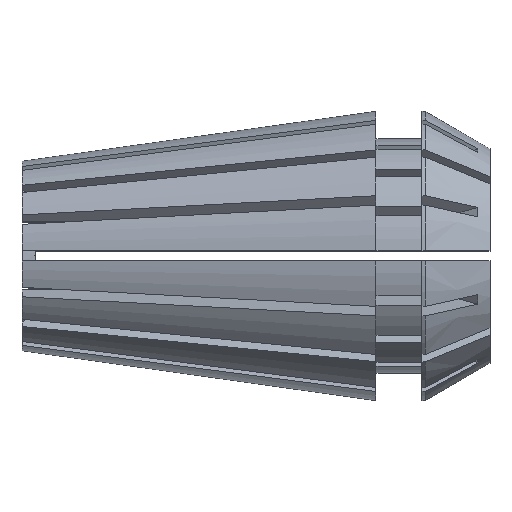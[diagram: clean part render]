
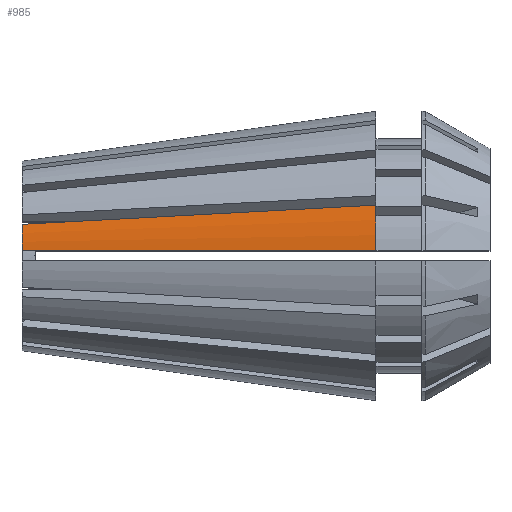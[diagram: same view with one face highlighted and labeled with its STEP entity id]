
A CAD part, top view. The second image highlights one B-rep face of the part: STEP entity #985.
In plain terms, the highlighted conical face has half-angle 8 degrees and reference radius 8.5 mm.
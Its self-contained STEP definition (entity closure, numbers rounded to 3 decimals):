
#26 = CARTESIAN_POINT ( 'NONE',  ( 0., 0., 0. ) ) ;
#34 = EDGE_LOOP ( 'NONE', ( #3062, #3793, #785, #2314 ) ) ;
#105 = DIRECTION ( 'NONE',  ( -1., 0., 0. ) ) ;
#157 = CARTESIAN_POINT ( 'NONE',  ( 20.8, 0.3, 8.495 ) ) ;
#217 = CARTESIAN_POINT ( 'NONE',  ( 0., 0.3, 5.569 ) ) ;
#226 = FACE_OUTER_BOUND ( 'NONE', #34, .T. ) ;
#484 = DIRECTION ( 'NONE',  ( -1., 0., 0. ) ) ;
#598 = CARTESIAN_POINT ( 'NONE',  ( 6.464, 2.202, 6.1 ) ) ;
#674 = VERTEX_POINT ( 'NONE', #2937 ) ;
#785 = ORIENTED_EDGE ( 'NONE', *, *, #5274, .F. ) ;
#942 = B_SPLINE_CURVE_WITH_KNOTS ( 'NONE', 3,
 ( #2775, #5329, #598, #3674, #1064, #4084, #1496 ),
 .UNSPECIFIED., .F., .F.,
 ( 4, 3, 4 ),
 ( 0., 0.01, 0.021 ),
 .UNSPECIFIED. ) ;
#985 = ADVANCED_FACE ( 'NONE', ( #226 ), #4573, .T. ) ;
#1064 = CARTESIAN_POINT ( 'NONE',  ( 13.397, 2.575, 7.001 ) ) ;
#1091 = AXIS2_PLACEMENT_3D ( 'NONE', #3096, #484, #3543 ) ;
#1496 = CARTESIAN_POINT ( 'NONE',  ( 20.8, 2.974, 7.963 ) ) ;
#1519 = CARTESIAN_POINT ( 'NONE',  ( 14.568, 0.3, 7.619 ) ) ;
#1607 = VERTEX_POINT ( 'NONE', #157 ) ;
#1651 = CARTESIAN_POINT ( 'NONE',  ( 0., 1.854, 5.26 ) ) ;
#1953 = CARTESIAN_POINT ( 'NONE',  ( 8.105, 0.3, 6.709 ) ) ;
#2314 = ORIENTED_EDGE ( 'NONE', *, *, #5061, .T. ) ;
#2362 = CARTESIAN_POINT ( 'NONE',  ( 20.8, 0.3, 8.495 ) ) ;
#2403 = CARTESIAN_POINT ( 'NONE',  ( 1.411, 0.3, 5.768 ) ) ;
#2605 = EDGE_CURVE ( 'NONE', #4119, #3438, #4561, .T. ) ;
#2752 = CARTESIAN_POINT ( 'NONE',  ( 0., 0.3, 5.569 ) ) ;
#2775 = CARTESIAN_POINT ( 'NONE',  ( 0., 1.854, 5.26 ) ) ;
#2825 = CARTESIAN_POINT ( 'NONE',  ( 0.47, 0.3, 5.635 ) ) ;
#2880 = CIRCLE ( 'NONE', #1091, 8.5 ) ;
#2937 = CARTESIAN_POINT ( 'NONE',  ( 20.8, 2.974, 7.963 ) ) ;
#3062 = ORIENTED_EDGE ( 'NONE', *, *, #3719, .F. ) ;
#3096 = CARTESIAN_POINT ( 'NONE',  ( 20.8, 0., 0. ) ) ;
#3438 = VERTEX_POINT ( 'NONE', #1651 ) ;
#3543 = DIRECTION ( 'NONE',  ( 0., 0., 1. ) ) ;
#3674 = CARTESIAN_POINT ( 'NONE',  ( 9.696, 2.376, 6.52 ) ) ;
#3699 = CARTESIAN_POINT ( 'NONE',  ( 17.684, 0.3, 8.057 ) ) ;
#3719 = EDGE_CURVE ( 'NONE', #3438, #674, #942, .T. ) ;
#3793 = ORIENTED_EDGE ( 'NONE', *, *, #2605, .F. ) ;
#3971 = AXIS2_PLACEMENT_3D ( 'NONE', #26, #105, #5201 ) ;
#4084 = CARTESIAN_POINT ( 'NONE',  ( 17.099, 2.775, 7.482 ) ) ;
#4119 = VERTEX_POINT ( 'NONE', #2752 ) ;
#4209 = CARTESIAN_POINT ( 'NONE',  ( 20.8, 0., 0. ) ) ;
#4540 = CARTESIAN_POINT ( 'NONE',  ( 11.452, 0.3, 7.18 ) ) ;
#4561 = CIRCLE ( 'NONE', #3971, 5.577 ) ;
#4573 = CONICAL_SURFACE ( 'NONE', #4940, 8.5, 0.14 ) ;
#4940 = AXIS2_PLACEMENT_3D ( 'NONE', #4209, #5022, #5113 ) ;
#4975 = CARTESIAN_POINT ( 'NONE',  ( 4.758, 0.3, 6.239 ) ) ;
#5022 = DIRECTION ( 'NONE',  ( 1., 0., 0. ) ) ;
#5061 = EDGE_CURVE ( 'NONE', #1607, #674, #2880, .T. ) ;
#5113 = DIRECTION ( 'NONE',  ( 0., 0., -1. ) ) ;
#5197 = B_SPLINE_CURVE_WITH_KNOTS ( 'NONE', 3,
 ( #2362, #3699, #1519, #4540, #1953, #4975, #2403, #5372, #2825, #217 ),
 .UNSPECIFIED., .F., .F.,
 ( 4, 3, 3, 4 ),
 ( 0.035, 0.044, 0.054, 0.056 ),
 .UNSPECIFIED. ) ;
#5201 = DIRECTION ( 'NONE',  ( 0., 0., 1. ) ) ;
#5274 = EDGE_CURVE ( 'NONE', #1607, #4119, #5197, .T. ) ;
#5329 = CARTESIAN_POINT ( 'NONE',  ( 3.232, 2.028, 5.68 ) ) ;
#5372 = CARTESIAN_POINT ( 'NONE',  ( 0.941, 0.3, 5.701 ) ) ;
